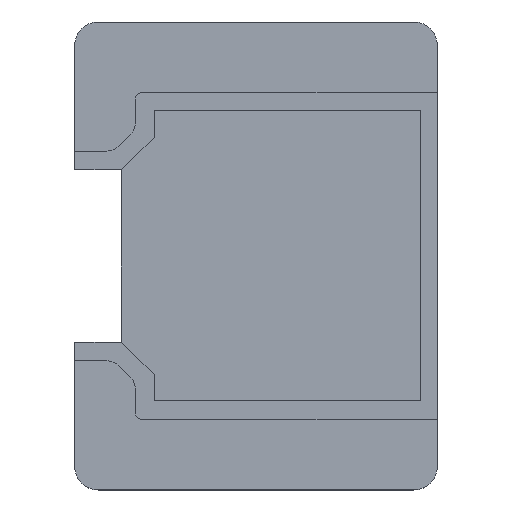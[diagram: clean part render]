
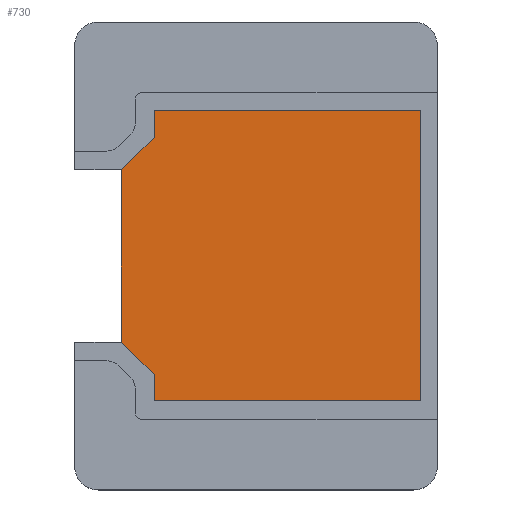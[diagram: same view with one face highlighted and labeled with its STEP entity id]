
A CAD part, top view. The second image highlights one B-rep face of the part: STEP entity #730.
In plain terms, the highlighted planar face has unit normal (0, 0, 1).
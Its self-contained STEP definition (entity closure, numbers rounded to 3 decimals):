
#46=FACE_OUTER_BOUND('',#84,.T.);
#84=EDGE_LOOP('',(#589,#590,#591,#592,#593,#594,#595,#596));
#156=LINE('',#1100,#242);
#158=LINE('',#1104,#244);
#160=LINE('',#1108,#246);
#162=LINE('',#1112,#248);
#164=LINE('',#1116,#250);
#166=LINE('',#1120,#252);
#168=LINE('',#1124,#254);
#188=LINE('',#1175,#274);
#242=VECTOR('',#876,10.);
#244=VECTOR('',#880,10.);
#246=VECTOR('',#884,10.);
#248=VECTOR('',#888,10.);
#250=VECTOR('',#892,10.);
#252=VECTOR('',#896,10.);
#254=VECTOR('',#900,10.);
#274=VECTOR('',#948,10.);
#327=VERTEX_POINT('',#1092);
#329=VERTEX_POINT('',#1098);
#330=VERTEX_POINT('',#1102);
#331=VERTEX_POINT('',#1106);
#332=VERTEX_POINT('',#1110);
#333=VERTEX_POINT('',#1114);
#334=VERTEX_POINT('',#1118);
#335=VERTEX_POINT('',#1122);
#406=EDGE_CURVE('',#327,#329,#156,.T.);
#408=EDGE_CURVE('',#329,#330,#158,.T.);
#410=EDGE_CURVE('',#330,#331,#160,.T.);
#412=EDGE_CURVE('',#331,#332,#162,.T.);
#414=EDGE_CURVE('',#332,#333,#164,.T.);
#416=EDGE_CURVE('',#333,#334,#166,.T.);
#418=EDGE_CURVE('',#334,#335,#168,.T.);
#444=EDGE_CURVE('',#335,#327,#188,.T.);
#589=ORIENTED_EDGE('',*,*,#406,.T.);
#590=ORIENTED_EDGE('',*,*,#408,.T.);
#591=ORIENTED_EDGE('',*,*,#410,.T.);
#592=ORIENTED_EDGE('',*,*,#412,.T.);
#593=ORIENTED_EDGE('',*,*,#414,.T.);
#594=ORIENTED_EDGE('',*,*,#416,.T.);
#595=ORIENTED_EDGE('',*,*,#418,.T.);
#596=ORIENTED_EDGE('',*,*,#444,.T.);
#698=PLANE('',#784);
#730=ADVANCED_FACE('',(#46),#698,.F.);
#784=AXIS2_PLACEMENT_3D('',#1174,#946,#947);
#876=DIRECTION('',(0.707,-0.707,0.));
#880=DIRECTION('',(0.,-1.,0.));
#884=DIRECTION('',(1.,0.,0.));
#888=DIRECTION('',(0.,1.,0.));
#892=DIRECTION('',(-1.,0.,0.));
#896=DIRECTION('',(0.,-1.,0.));
#900=DIRECTION('',(-0.707,-0.707,0.));
#946=DIRECTION('center_axis',(0.,0.,-1.));
#947=DIRECTION('ref_axis',(1.,0.,0.));
#948=DIRECTION('',(0.,-1.,0.));
#1092=CARTESIAN_POINT('',(76.2,41.317,0.));
#1098=CARTESIAN_POINT('',(77.6,39.917,0.));
#1100=CARTESIAN_POINT('',(76.2,41.317,0.));
#1102=CARTESIAN_POINT('',(77.6,38.8,0.));
#1104=CARTESIAN_POINT('',(77.6,39.917,0.));
#1106=CARTESIAN_POINT('',(89.,38.8,0.));
#1108=CARTESIAN_POINT('',(77.6,38.8,0.));
#1110=CARTESIAN_POINT('',(89.,51.2,0.));
#1112=CARTESIAN_POINT('',(89.,38.8,0.));
#1114=CARTESIAN_POINT('',(77.6,51.2,0.));
#1116=CARTESIAN_POINT('',(89.,51.2,0.));
#1118=CARTESIAN_POINT('',(77.6,50.083,0.));
#1120=CARTESIAN_POINT('',(77.6,51.2,0.));
#1122=CARTESIAN_POINT('',(76.2,48.683,0.));
#1124=CARTESIAN_POINT('',(77.6,50.083,0.));
#1174=CARTESIAN_POINT('Origin',(80.929,45.,0.));
#1175=CARTESIAN_POINT('',(76.2,48.683,0.));
